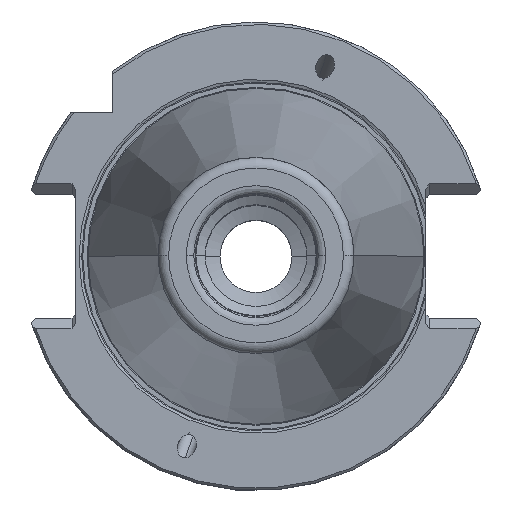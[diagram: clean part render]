
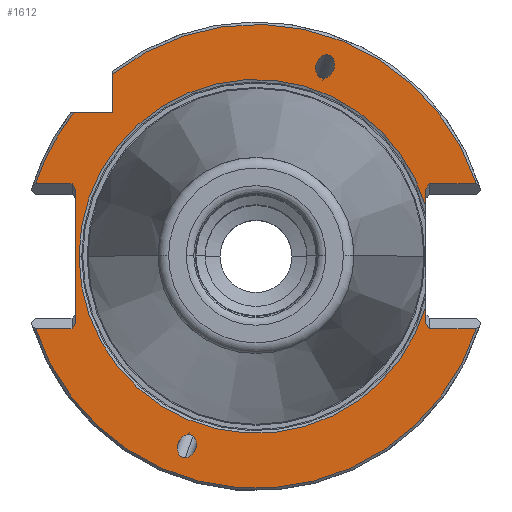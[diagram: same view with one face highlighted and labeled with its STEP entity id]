
A CAD part, top view. The second image highlights one B-rep face of the part: STEP entity #1612.
In plain terms, the highlighted planar face has unit normal (0, 0, 1).
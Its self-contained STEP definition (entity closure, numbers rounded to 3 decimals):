
#962=VERTEX_POINT('NONE',#2736);
#980=VERTEX_POINT('NONE',#2755);
#1056=EDGE_CURVE('NONE',#2304,#962,#2838,.T.);
#1076=VERTEX_POINT('NONE',#2861);
#1184=EDGE_CURVE('NONE',#1676,#2062,#2979,.T.);
#1192=EDGE_CURVE('NONE',#1076,#980,#2987,.T.);
#1236=VERTEX_POINT('NONE',#3036);
#1292=VERTEX_POINT('NONE',#3103);
#1324=EDGE_CURVE('NONE',#1754,#2308,#3139,.T.);
#1388=VERTEX_POINT('NONE',#3210);
#1402=VERTEX_POINT('NONE',#3225);
#1534=VERTEX_POINT('NONE',#3366);
#1558=EDGE_CURVE('NONE',#1942,#1704,#3392,.T.);
#1584=VERTEX_POINT('NONE',#3422);
#1612=ADVANCED_FACE('NONE',(#3451,#3452,#3453),#3454,.F.);
#1646=EDGE_CURVE('NONE',#1942,#2308,#3491,.T.);
#1664=VERTEX_POINT('NONE',#3512);
#1676=VERTEX_POINT('NONE',#3528);
#1684=EDGE_CURVE('NONE',#1402,#1692,#3537,.T.);
#1692=VERTEX_POINT('NONE',#3546);
#1704=VERTEX_POINT('NONE',#3560);
#1742=EDGE_CURVE('NONE',#1402,#1754,#3601,.T.);
#1754=VERTEX_POINT('NONE',#3615);
#1790=VERTEX_POINT('NONE',#3653);
#1806=EDGE_CURVE('NONE',#1996,#980,#3670,.T.);
#1814=EDGE_CURVE('NONE',#1076,#2304,#3678,.T.);
#1820=EDGE_CURVE('NONE',#1534,#962,#3684,.T.);
#1828=EDGE_CURVE('NONE',#1852,#1790,#3694,.T.);
#1838=EDGE_CURVE('NONE',#1704,#1664,#3704,.T.);
#1852=VERTEX_POINT('NONE',#3720);
#1860=VERTEX_POINT('NONE',#3729);
#1876=EDGE_CURVE('NONE',#1388,#1676,#3751,.T.);
#1894=EDGE_CURVE('NONE',#1860,#1534,#3771,.T.);
#1942=VERTEX_POINT('NONE',#3824);
#1996=VERTEX_POINT('NONE',#3889);
#2008=EDGE_CURVE('NONE',#1388,#1860,#3901,.T.);
#2016=EDGE_CURVE('NONE',#1790,#1852,#3909,.T.);
#2062=VERTEX_POINT('NONE',#3957);
#2298=EDGE_CURVE('NONE',#1664,#2062,#4225,.T.);
#2304=VERTEX_POINT('NONE',#4231);
#2306=EDGE_CURVE('NONE',#1236,#1292,#4233,.T.);
#2308=VERTEX_POINT('NONE',#4235);
#2322=EDGE_CURVE('NONE',#1292,#1236,#4251,.T.);
#2420=EDGE_CURVE('NONE',#1996,#1584,#4356,.T.);
#2532=EDGE_CURVE('NONE',#1692,#1584,#4480,.T.);
#2736=CARTESIAN_POINT('',(45.816,-15.05,-1.5));
#2755=CARTESIAN_POINT('',(-37.5,-13.989,-1.5));
#2838=CIRCLE('',#4890,48.225);
#2861=CARTESIAN_POINT('',(-38.25,-15.05,-1.5));
#2979=CIRCLE('',#5147,36.786);
#2987=LINE('',#5157,#5158);
#3036=CARTESIAN_POINT('',(14.702,41.887,-1.5));
#3103=CARTESIAN_POINT('',(14.027,37.047,-1.5));
#3139=LINE('',#5409,#5410);
#3210=CARTESIAN_POINT('',(35.3,-10.348,-1.5));
#3225=CARTESIAN_POINT('',(-37.876,29.85,-1.5));
#3366=CARTESIAN_POINT('',(36.05,-15.05,-1.5));
#3392=LINE('',#5804,#5805);
#3422=CARTESIAN_POINT('',(-38.25,15.05,-1.5));
#3451=FACE_OUTER_BOUND('',#5910,.T.);
#3452=FACE_BOUND('',#5911,.T.);
#3453=FACE_BOUND('',#5912,.T.);
#3454=PLANE('',#5913);
#3491=CIRCLE('',#5961,48.225);
#3512=CARTESIAN_POINT('',(35.3,13.989,-1.5));
#3528=CARTESIAN_POINT('',(-36.786,0.,-1.5));
#3537=CIRCLE('',#6020,48.225);
#3546=CARTESIAN_POINT('',(-45.816,15.05,-1.5));
#3560=CARTESIAN_POINT('',(36.05,15.05,-1.5));
#3601=LINE('',#6121,#6122);
#3615=CARTESIAN_POINT('',(-29.85,29.85,-1.5));
#3653=CARTESIAN_POINT('',(-14.027,-37.047,-1.5));
#3670=LINE('',#6216,#6217);
#3678=LINE('',#6228,#6229);
#3684=LINE('',#6241,#6242);
#3694=(B_SPLINE_CURVE(3,(#6265,#6266,#6267,#6268),.UNSPECIFIED.,.F.,.F.)B_SPLINE_CURVE_WITH_KNOTS((4,4),(0.272,3.414),.UNSPECIFIED.)RATIONAL_B_SPLINE_CURVE((1.0,0.333,0.333,1.0))BOUNDED_CURVE()REPRESENTATION_ITEM('')GEOMETRIC_REPRESENTATION_ITEM()CURVE());
#3704=LINE('',#6288,#6289);
#3720=CARTESIAN_POINT('',(-14.702,-41.887,-1.5));
#3729=CARTESIAN_POINT('',(35.3,-13.989,-1.5));
#3751=CIRCLE('',#6358,36.786);
#3771=LINE('',#6407,#6408);
#3824=CARTESIAN_POINT('',(45.816,15.05,-1.5));
#3889=CARTESIAN_POINT('',(-37.5,13.989,-1.5));
#3901=LINE('',#6611,#6612);
#3909=(B_SPLINE_CURVE(3,(#6626,#6627,#6628,#6629),.UNSPECIFIED.,.F.,.F.)B_SPLINE_CURVE_WITH_KNOTS((4,4),(3.414,6.555),.UNSPECIFIED.)RATIONAL_B_SPLINE_CURVE((1.0,0.333,0.333,1.0))BOUNDED_CURVE()REPRESENTATION_ITEM('')GEOMETRIC_REPRESENTATION_ITEM()CURVE());
#3957=CARTESIAN_POINT('',(35.3,10.348,-1.5));
#4225=LINE('',#7131,#7132);
#4231=CARTESIAN_POINT('',(-45.816,-15.05,-1.5));
#4233=(B_SPLINE_CURVE(3,(#7147,#7148,#7149,#7150),.UNSPECIFIED.,.F.,.F.)B_SPLINE_CURVE_WITH_KNOTS((4,4),(0.272,3.414),.UNSPECIFIED.)RATIONAL_B_SPLINE_CURVE((1.0,0.333,0.333,1.0))BOUNDED_CURVE()REPRESENTATION_ITEM('')GEOMETRIC_REPRESENTATION_ITEM()CURVE());
#4235=CARTESIAN_POINT('',(-29.85,37.876,-1.5));
#4251=(B_SPLINE_CURVE(3,(#7179,#7180,#7181,#7182),.UNSPECIFIED.,.F.,.F.)B_SPLINE_CURVE_WITH_KNOTS((4,4),(3.414,6.555),.UNSPECIFIED.)RATIONAL_B_SPLINE_CURVE((1.0,0.333,0.333,1.0))BOUNDED_CURVE()REPRESENTATION_ITEM('')GEOMETRIC_REPRESENTATION_ITEM()CURVE());
#4356=LINE('',#7337,#7338);
#4480=LINE('',#7499,#7500);
#4890=AXIS2_PLACEMENT_3D('',#7898,#7899,#7900);
#5147=AXIS2_PLACEMENT_3D('',#8045,#8046,#8047);
#5157=CARTESIAN_POINT('',(-29.995,-3.376,-1.5));
#5158=VECTOR('',#8051,1000.0);
#5409=CARTESIAN_POINT('',(-29.85,29.85,-1.5));
#5410=VECTOR('',#8274,1000.0);
#5804=CARTESIAN_POINT('',(62.5,15.05,-1.5));
#5805=VECTOR('',#8537,1000.0);
#5910=EDGE_LOOP('',(#8596,#8597,#8598,#8599,#8600,#8601,#8602,#8603,#8604,#8605,#8606,#8607,#8608,#8609,#8610,#8611,#8612,#8613));
#5911=EDGE_LOOP('',(#8614,#8615));
#5912=EDGE_LOOP('',(#8616,#8617));
#5913=AXIS2_PLACEMENT_3D('',#8618,#8619,#8620);
#5961=AXIS2_PLACEMENT_3D('',#8660,#8661,#8662);
#6020=AXIS2_PLACEMENT_3D('',#8733,#8734,#8735);
#6121=CARTESIAN_POINT('',(-52.85,29.85,-1.5));
#6122=VECTOR('',#8809,1000.0);
#6216=CARTESIAN_POINT('',(-37.5,0.,-1.5));
#6217=VECTOR('',#8885,1000.0);
#6228=CARTESIAN_POINT('',(-63.9,-15.05,-1.5));
#6229=VECTOR('',#8892,1000.0);
#6241=CARTESIAN_POINT('',(62.5,-15.05,-1.5));
#6242=VECTOR('',#8896,1000.0);
#6265=CARTESIAN_POINT('',(-14.702,-41.887,-1.5));
#6266=CARTESIAN_POINT('',(-10.807,-41.887,-1.5));
#6267=CARTESIAN_POINT('',(-10.132,-37.047,-1.5));
#6268=CARTESIAN_POINT('',(-14.027,-37.047,-1.5));
#6288=CARTESIAN_POINT('',(35.013,13.583,-1.5));
#6289=VECTOR('',#8917,1000.0);
#6358=AXIS2_PLACEMENT_3D('',#8990,#8991,#8992);
#6407=CARTESIAN_POINT('',(35.013,-13.583,-1.5));
#6408=VECTOR('',#9016,1000.0);
#6611=CARTESIAN_POINT('',(35.3,0.,-1.5));
#6612=VECTOR('',#9206,1000.0);
#6626=CARTESIAN_POINT('',(-14.027,-37.047,-1.5));
#6627=CARTESIAN_POINT('',(-17.923,-37.047,-1.5));
#6628=CARTESIAN_POINT('',(-18.598,-41.887,-1.5));
#6629=CARTESIAN_POINT('',(-14.702,-41.887,-1.5));
#7131=CARTESIAN_POINT('',(35.3,0.,-1.5));
#7132=VECTOR('',#9565,1000.0);
#7147=CARTESIAN_POINT('',(14.702,41.887,-1.5));
#7148=CARTESIAN_POINT('',(10.807,41.887,-1.5));
#7149=CARTESIAN_POINT('',(10.132,37.047,-1.5));
#7150=CARTESIAN_POINT('',(14.027,37.047,-1.5));
#7179=CARTESIAN_POINT('',(14.027,37.047,-1.5));
#7180=CARTESIAN_POINT('',(17.923,37.047,-1.5));
#7181=CARTESIAN_POINT('',(18.598,41.887,-1.5));
#7182=CARTESIAN_POINT('',(14.702,41.887,-1.5));
#7337=CARTESIAN_POINT('',(-29.995,3.376,-1.5));
#7338=VECTOR('',#9694,1000.0);
#7499=CARTESIAN_POINT('',(-63.9,15.05,-1.5));
#7500=VECTOR('',#9846,1000.0);
#7898=CARTESIAN_POINT('',(0.0,0.0,-1.5));
#7899=DIRECTION('',(0.0,-0.0,1.0));
#7900=DIRECTION('',(1.0,0.,0.0));
#8045=CARTESIAN_POINT('',(0.0,0.0,-1.5));
#8046=DIRECTION('',(0.0,0.0,-1.0));
#8047=DIRECTION('',(1.0,0.,0.0));
#8051=DIRECTION('',(0.577,0.816,0.0));
#8274=DIRECTION('',(0.,1.0,0.0));
#8537=DIRECTION('',(-1.0,0.,0.0));
#8596=ORIENTED_EDGE('',*,*,#1558,.F.);
#8597=ORIENTED_EDGE('',*,*,#1646,.T.);
#8598=ORIENTED_EDGE('',*,*,#1324,.F.);
#8599=ORIENTED_EDGE('',*,*,#1742,.F.);
#8600=ORIENTED_EDGE('',*,*,#1684,.T.);
#8601=ORIENTED_EDGE('',*,*,#2532,.T.);
#8602=ORIENTED_EDGE('',*,*,#2420,.F.);
#8603=ORIENTED_EDGE('',*,*,#1806,.T.);
#8604=ORIENTED_EDGE('',*,*,#1192,.F.);
#8605=ORIENTED_EDGE('',*,*,#1814,.T.);
#8606=ORIENTED_EDGE('',*,*,#1056,.T.);
#8607=ORIENTED_EDGE('',*,*,#1820,.F.);
#8608=ORIENTED_EDGE('',*,*,#1894,.F.);
#8609=ORIENTED_EDGE('',*,*,#2008,.F.);
#8610=ORIENTED_EDGE('',*,*,#1876,.T.);
#8611=ORIENTED_EDGE('',*,*,#1184,.T.);
#8612=ORIENTED_EDGE('',*,*,#2298,.F.);
#8613=ORIENTED_EDGE('',*,*,#1838,.F.);
#8614=ORIENTED_EDGE('',*,*,#1828,.F.);
#8615=ORIENTED_EDGE('',*,*,#2016,.F.);
#8616=ORIENTED_EDGE('',*,*,#2306,.F.);
#8617=ORIENTED_EDGE('',*,*,#2322,.F.);
#8618=CARTESIAN_POINT('',(0.,-50.0,-1.5));
#8619=DIRECTION('',(0.0,0.0,-1.0));
#8620=DIRECTION('',(-1.0,0.0,0.0));
#8660=CARTESIAN_POINT('',(0.0,0.0,-1.5));
#8661=DIRECTION('',(0.0,-0.0,1.0));
#8662=DIRECTION('',(1.0,0.,0.0));
#8733=CARTESIAN_POINT('',(0.0,0.0,-1.5));
#8734=DIRECTION('',(0.0,0.0,1.0));
#8735=DIRECTION('',(1.0,0.,-0.0));
#8809=DIRECTION('',(1.0,0.,0.0));
#8885=DIRECTION('',(0.,-1.0,-0.0));
#8892=DIRECTION('',(-1.0,0.,0.0));
#8896=DIRECTION('',(1.0,0.,0.0));
#8917=DIRECTION('',(-0.577,-0.816,0.0));
#8990=CARTESIAN_POINT('',(0.0,0.0,-1.5));
#8991=DIRECTION('',(0.0,0.0,-1.0));
#8992=DIRECTION('',(1.0,0.,0.0));
#9016=DIRECTION('',(0.577,-0.816,0.0));
#9206=DIRECTION('',(0.,-1.0,-0.0));
#9565=DIRECTION('',(0.,-1.0,-0.0));
#9694=DIRECTION('',(-0.577,0.816,0.0));
#9846=DIRECTION('',(1.0,0.,0.0));
